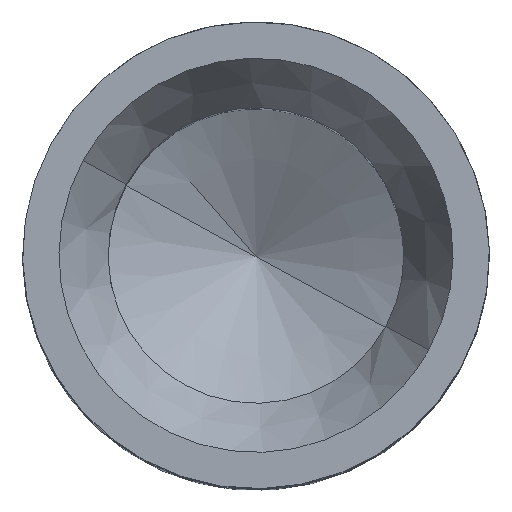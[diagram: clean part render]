
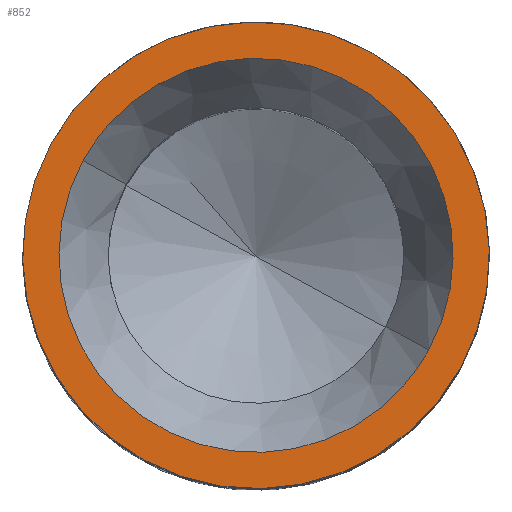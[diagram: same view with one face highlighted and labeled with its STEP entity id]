
A CAD part, top view. The second image highlights one B-rep face of the part: STEP entity #852.
In plain terms, the highlighted planar face has unit normal (0, 0, 1).
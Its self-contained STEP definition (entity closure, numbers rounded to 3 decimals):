
#384=AXIS2_PLACEMENT_3D('Circle Axis2P3D',#382,#383,$) ;
#409=AXIS2_PLACEMENT_3D('Circle Axis2P3D',#407,#408,$) ;
#792=AXIS2_PLACEMENT_3D('Plane Axis2P3D',#789,#790,#791) ;
#379=CARTESIAN_POINT('Vertex',(0.275,3.329,22.3)) ;
#382=CARTESIAN_POINT('Axis2P3D Location',(2.25,2.25,22.3)) ;
#386=CARTESIAN_POINT('Vertex',(4.225,1.171,22.3)) ;
#407=CARTESIAN_POINT('Axis2P3D Location',(2.25,2.25,22.3)) ;
#789=CARTESIAN_POINT('Axis2P3D Location',(0.35,2.25,22.3)) ;
#799=CARTESIAN_POINT('Control Point',(0.583,3.161,22.3)) ;
#800=CARTESIAN_POINT('Control Point',(0.485,2.983,22.3)) ;
#801=CARTESIAN_POINT('Control Point',(0.412,2.792,22.3)) ;
#802=CARTESIAN_POINT('Control Point',(0.365,2.593,22.3)) ;
#803=CARTESIAN_POINT('Control Point',(0.324,2.186,22.3)) ;
#804=CARTESIAN_POINT('Control Point',(0.391,1.783,22.3)) ;
#805=CARTESIAN_POINT('Control Point',(0.452,1.587,22.3)) ;
#806=CARTESIAN_POINT('Control Point',(0.624,1.216,22.3)) ;
#807=CARTESIAN_POINT('Control Point',(0.887,0.903,22.3)) ;
#808=CARTESIAN_POINT('Control Point',(1.038,0.765,22.3)) ;
#809=CARTESIAN_POINT('Control Point',(1.375,0.533,22.3)) ;
#810=CARTESIAN_POINT('Control Point',(1.76,0.397,22.3)) ;
#811=CARTESIAN_POINT('Control Point',(1.961,0.356,22.3)) ;
#812=CARTESIAN_POINT('Control Point',(2.369,0.327,22.3)) ;
#813=CARTESIAN_POINT('Control Point',(2.77,0.406,22.3)) ;
#814=CARTESIAN_POINT('Control Point',(2.964,0.472,22.3)) ;
#815=CARTESIAN_POINT('Control Point',(3.31,0.644,22.3)) ;
#816=CARTESIAN_POINT('Control Point',(3.602,0.897,22.3)) ;
#817=CARTESIAN_POINT('Control Point',(3.725,1.032,22.3)) ;
#818=CARTESIAN_POINT('Control Point',(3.831,1.18,22.3)) ;
#819=CARTESIAN_POINT('Control Point',(3.917,1.339,22.3)) ;
#820=CARTESIAN_POINT('Vertex',(3.917,1.339,22.3)) ;
#822=CARTESIAN_POINT('Vertex',(0.583,3.161,22.3)) ;
#826=CARTESIAN_POINT('Control Point',(3.917,1.339,22.3)) ;
#827=CARTESIAN_POINT('Control Point',(4.015,1.517,22.3)) ;
#828=CARTESIAN_POINT('Control Point',(4.088,1.708,22.3)) ;
#829=CARTESIAN_POINT('Control Point',(4.135,1.907,22.3)) ;
#830=CARTESIAN_POINT('Control Point',(4.176,2.314,22.3)) ;
#831=CARTESIAN_POINT('Control Point',(4.109,2.717,22.3)) ;
#832=CARTESIAN_POINT('Control Point',(4.048,2.913,22.3)) ;
#833=CARTESIAN_POINT('Control Point',(3.876,3.284,22.3)) ;
#834=CARTESIAN_POINT('Control Point',(3.613,3.597,22.3)) ;
#835=CARTESIAN_POINT('Control Point',(3.462,3.735,22.3)) ;
#836=CARTESIAN_POINT('Control Point',(3.125,3.967,22.3)) ;
#837=CARTESIAN_POINT('Control Point',(2.74,4.103,22.3)) ;
#838=CARTESIAN_POINT('Control Point',(2.539,4.144,22.3)) ;
#839=CARTESIAN_POINT('Control Point',(2.131,4.173,22.3)) ;
#840=CARTESIAN_POINT('Control Point',(1.73,4.094,22.3)) ;
#841=CARTESIAN_POINT('Control Point',(1.536,4.028,22.3)) ;
#842=CARTESIAN_POINT('Control Point',(1.19,3.856,22.3)) ;
#843=CARTESIAN_POINT('Control Point',(0.898,3.603,22.3)) ;
#844=CARTESIAN_POINT('Control Point',(0.775,3.468,22.3)) ;
#845=CARTESIAN_POINT('Control Point',(0.669,3.32,22.3)) ;
#846=CARTESIAN_POINT('Control Point',(0.583,3.161,22.3)) ;
#383=DIRECTION('Axis2P3D Direction',(0.,0.,-1.)) ;
#408=DIRECTION('Axis2P3D Direction',(0.,0.,-1.)) ;
#790=DIRECTION('Axis2P3D Direction',(0.,-0.,-1.)) ;
#791=DIRECTION('Axis2P3D XDirection',(1.,0.,0.)) ;
#795=ORIENTED_EDGE('',*,*,#388,.F.) ;
#796=ORIENTED_EDGE('',*,*,#411,.F.) ;
#849=ORIENTED_EDGE('',*,*,#824,.T.) ;
#850=ORIENTED_EDGE('',*,*,#847,.T.) ;
#851=FACE_BOUND('',#848,.T.) ;
#852=ADVANCED_FACE('Hauptkoerper',(#797,#851),#793,.F.) ;
#798=B_SPLINE_CURVE_WITH_KNOTS('',5,(#799,#800,#801,#802,#803,#804,#805,#806,#807,#808,#809,#810,#811,#812,#813,#814,#815,#816,#817,#818,#819),.UNSPECIFIED.,.F.,.U.,(6,3,3,3,3,3,6),(0.,1.437,2.873,4.31,5.746,7.183,8.466),.UNSPECIFIED.) ;
#825=B_SPLINE_CURVE_WITH_KNOTS('',5,(#826,#827,#828,#829,#830,#831,#832,#833,#834,#835,#836,#837,#838,#839,#840,#841,#842,#843,#844,#845,#846),.UNSPECIFIED.,.F.,.U.,(6,3,3,3,3,3,6),(0.,1.437,2.873,4.31,5.746,7.183,8.466),.UNSPECIFIED.) ;
#385=CIRCLE('generated circle',#384,2.25) ;
#410=CIRCLE('generated circle',#409,2.25) ;
#388=EDGE_CURVE('',#380,#387,#385,.T.) ;
#411=EDGE_CURVE('',#387,#380,#410,.T.) ;
#824=EDGE_CURVE('',#821,#823,#798,.F.) ;
#847=EDGE_CURVE('',#823,#821,#825,.F.) ;
#794=EDGE_LOOP('',(#795,#796)) ;
#848=EDGE_LOOP('',(#849,#850)) ;
#797=FACE_OUTER_BOUND('',#794,.T.) ;
#793=PLANE('',#792) ;
#380=VERTEX_POINT('',#379) ;
#387=VERTEX_POINT('',#386) ;
#821=VERTEX_POINT('',#820) ;
#823=VERTEX_POINT('',#822) ;
